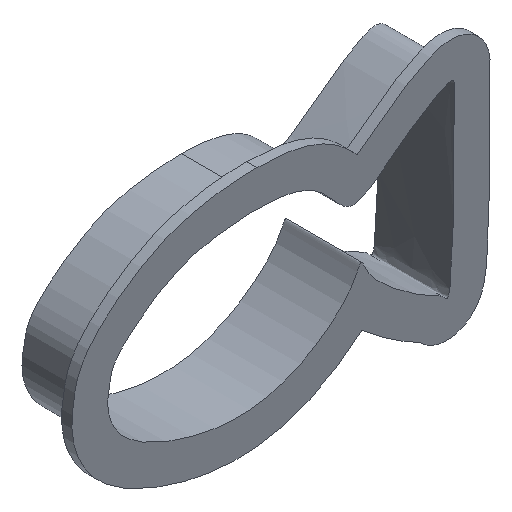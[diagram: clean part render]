
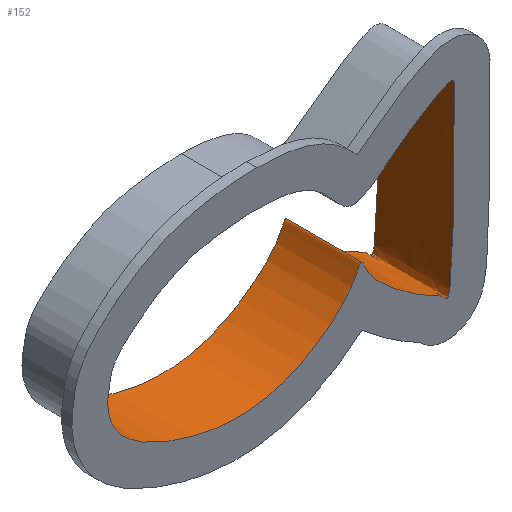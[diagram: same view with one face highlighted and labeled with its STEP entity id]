
A CAD part, isometric view. The second image highlights one B-rep face of the part: STEP entity #152.
In plain terms, the highlighted free-form (B-spline) face has degree [3, 1] with [23, 2] control points.
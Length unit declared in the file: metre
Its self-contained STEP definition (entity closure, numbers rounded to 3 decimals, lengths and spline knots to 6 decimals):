
#35=ORIENTED_EDGE('',*,*,#73,.T.);
#36=ORIENTED_EDGE('',*,*,#74,.F.);
#73=EDGE_CURVE('',#91,#91,#105,.T.);
#74=EDGE_CURVE('',#92,#92,#106,.T.);
#91=VERTEX_POINT('',#834);
#92=VERTEX_POINT('',#858);
#105=B_SPLINE_CURVE_WITH_KNOTS('',3,(#811,#812,#813,#814,#815,#816,#817,
#818,#819,#820,#821,#822,#823,#824,#825,#826,#827,#828,#829,#830,#831,#832,
#833),.UNSPECIFIED.,.T.,.F.,(1,1,1,1,1,1,1,1,1,1,1,1,1,1,1,1,1,1,1,1,1,
1,1,1,1,1,1),(-0.13303,-0.066234,-0.033117,0.,
0.068696,0.139589,0.208138,0.253785,
0.288078,0.320921,0.379819,0.43969,
0.512367,0.565366,0.620613,0.681563,
0.698634,0.722149,0.821484,0.839712,
0.86697,0.933766,0.966883,1.,1.068696,
1.139589,1.208138),.UNSPECIFIED.);
#106=B_SPLINE_CURVE_WITH_KNOTS('',3,(#835,#836,#837,#838,#839,#840,#841,
#842,#843,#844,#845,#846,#847,#848,#849,#850,#851,#852,#853,#854,#855,#856,
#857),.UNSPECIFIED.,.T.,.F.,(1,1,1,1,1,1,1,1,1,1,1,1,1,1,1,1,1,1,1,1,1,
1,1,1,1,1,1),(-0.13303,-0.066234,-0.033117,0.,
0.068696,0.139589,0.208138,0.253785,
0.288078,0.320921,0.379819,0.43969,
0.512367,0.565366,0.620613,0.681563,
0.698634,0.722149,0.821484,0.839712,
0.86697,0.933766,0.966883,1.,1.068696,
1.139589,1.208138),.UNSPECIFIED.);
#117=EDGE_LOOP('',(#35));
#118=EDGE_LOOP('',(#36));
#131=FACE_BOUND('',#117,.T.);
#132=FACE_BOUND('',#118,.T.);
#145=B_SPLINE_SURFACE_WITH_KNOTS('',3,1,((#765,#766),(#767,#768),(#769,
#770),(#771,#772),(#773,#774),(#775,#776),(#777,#778),(#779,#780),(#781,
#782),(#783,#784),(#785,#786),(#787,#788),(#789,#790),(#791,#792),(#793,
#794),(#795,#796),(#797,#798),(#799,#800),(#801,#802),(#803,#804),(#805,
#806),(#807,#808),(#809,#810)),.SURF_OF_LINEAR_EXTRUSION.,.T.,.F.,.F.,(1,
1,1,1,1,1,1,1,1,1,1,1,1,1,1,1,1,1,1,1,1,1,1,1,1,1,1),(2,2),(-0.13303,
-0.066234,-0.033117,0.,0.068696,0.139589,
0.208138,0.253785,0.288078,0.320921,
0.379819,0.43969,0.512367,0.565366,
0.620613,0.681563,0.698634,0.722149,
0.821484,0.839712,0.86697,0.933766,
0.966883,1.,1.068696,1.139589,1.208138),
(0.,1.),.UNSPECIFIED.);
#152=ADVANCED_FACE('',(#131,#132),#145,.F.);
#765=CARTESIAN_POINT('',(0.014887,-0.0147,0.001516));
#766=CARTESIAN_POINT('',(0.014887,0.,0.001516));
#767=CARTESIAN_POINT('',(0.013184,-0.0147,-0.004732));
#768=CARTESIAN_POINT('',(0.013184,0.,-0.004732));
#769=CARTESIAN_POINT('',(-0.000057,-0.0147,-0.014666));
#770=CARTESIAN_POINT('',(-0.000057,0.,-0.014666));
#771=CARTESIAN_POINT('',(-0.016701,-0.0147,-0.014462));
#772=CARTESIAN_POINT('',(-0.016701,0.,-0.014462));
#773=CARTESIAN_POINT('',(-0.032062,-0.0147,-0.007737));
#774=CARTESIAN_POINT('',(-0.032062,0.,-0.007737));
#775=CARTESIAN_POINT('',(-0.034935,-0.0147,-0.000247));
#776=CARTESIAN_POINT('',(-0.034935,0.,-0.000247));
#777=CARTESIAN_POINT('',(-0.034122,-0.0147,0.004033));
#778=CARTESIAN_POINT('',(-0.034122,0.,0.004033));
#779=CARTESIAN_POINT('',(-0.033491,-0.0147,0.00795));
#780=CARTESIAN_POINT('',(-0.033491,0.,0.00795));
#781=CARTESIAN_POINT('',(-0.023463,-0.0147,0.015987));
#782=CARTESIAN_POINT('',(-0.023463,0.,0.015987));
#783=CARTESIAN_POINT('',(-0.01297,-0.0147,0.01924));
#784=CARTESIAN_POINT('',(-0.01297,0.,0.01924));
#785=CARTESIAN_POINT('',(0.00648,-0.0147,0.019671));
#786=CARTESIAN_POINT('',(0.00648,0.,0.019671));
#787=CARTESIAN_POINT('',(0.012165,-0.0147,0.007339));
#788=CARTESIAN_POINT('',(0.012165,0.,0.007339));
#789=CARTESIAN_POINT('',(0.020981,-0.0147,0.015527));
#790=CARTESIAN_POINT('',(0.020981,0.,0.015527));
#791=CARTESIAN_POINT('',(0.032954,-0.0147,0.023275));
#792=CARTESIAN_POINT('',(0.032954,0.,0.023275));
#793=CARTESIAN_POINT('',(0.032895,-0.0147,0.020475));
#794=CARTESIAN_POINT('',(0.032895,0.,0.020475));
#795=CARTESIAN_POINT('',(0.032893,-0.0147,0.019666));
#796=CARTESIAN_POINT('',(0.032893,0.,0.019666));
#797=CARTESIAN_POINT('',(0.033166,-0.0147,-0.017711));
#798=CARTESIAN_POINT('',(0.033166,0.,-0.017711));
#799=CARTESIAN_POINT('',(0.030569,-0.0147,-0.013347));
#800=CARTESIAN_POINT('',(0.030569,0.,-0.013347));
#801=CARTESIAN_POINT('',(0.028384,-0.0147,-0.01289));
#802=CARTESIAN_POINT('',(0.028384,0.,-0.01289));
#803=CARTESIAN_POINT('',(0.015983,-0.0147,-0.004501));
#804=CARTESIAN_POINT('',(0.015983,0.,-0.004501));
#805=CARTESIAN_POINT('',(0.014887,-0.0147,0.001516));
#806=CARTESIAN_POINT('',(0.014887,0.,0.001516));
#807=CARTESIAN_POINT('',(0.013184,-0.0147,-0.004732));
#808=CARTESIAN_POINT('',(0.013184,0.,-0.004732));
#809=CARTESIAN_POINT('',(-0.000057,-0.0147,-0.014666));
#810=CARTESIAN_POINT('',(-0.000057,0.,-0.014666));
#811=CARTESIAN_POINT('',(0.014887,0.,0.001516));
#812=CARTESIAN_POINT('',(0.013184,0.,-0.004732));
#813=CARTESIAN_POINT('',(-0.000057,0.,-0.014666));
#814=CARTESIAN_POINT('',(-0.016701,0.,-0.014462));
#815=CARTESIAN_POINT('',(-0.032062,0.,-0.007737));
#816=CARTESIAN_POINT('',(-0.034935,0.,-0.000247));
#817=CARTESIAN_POINT('',(-0.034122,0.,0.004033));
#818=CARTESIAN_POINT('',(-0.033491,0.,0.00795));
#819=CARTESIAN_POINT('',(-0.023463,0.,0.015987));
#820=CARTESIAN_POINT('',(-0.01297,0.,0.01924));
#821=CARTESIAN_POINT('',(0.00648,0.,0.019671));
#822=CARTESIAN_POINT('',(0.012165,0.,0.007339));
#823=CARTESIAN_POINT('',(0.020981,0.,0.015527));
#824=CARTESIAN_POINT('',(0.032954,0.,0.023275));
#825=CARTESIAN_POINT('',(0.032895,0.,0.020475));
#826=CARTESIAN_POINT('',(0.032893,0.,0.019666));
#827=CARTESIAN_POINT('',(0.033166,0.,-0.017711));
#828=CARTESIAN_POINT('',(0.030569,0.,-0.013347));
#829=CARTESIAN_POINT('',(0.028384,0.,-0.01289));
#830=CARTESIAN_POINT('',(0.015983,0.,-0.004501));
#831=CARTESIAN_POINT('',(0.014887,0.,0.001516));
#832=CARTESIAN_POINT('',(0.013184,0.,-0.004732));
#833=CARTESIAN_POINT('',(-0.000057,0.,-0.014666));
#834=CARTESIAN_POINT('',(0.012943,0.,-0.003205));
#835=CARTESIAN_POINT('',(0.014887,-0.0147,0.001516));
#836=CARTESIAN_POINT('',(0.013184,-0.0147,-0.004732));
#837=CARTESIAN_POINT('',(-0.000057,-0.0147,-0.014666));
#838=CARTESIAN_POINT('',(-0.016701,-0.0147,-0.014462));
#839=CARTESIAN_POINT('',(-0.032062,-0.0147,-0.007737));
#840=CARTESIAN_POINT('',(-0.034935,-0.0147,-0.000247));
#841=CARTESIAN_POINT('',(-0.034122,-0.0147,0.004033));
#842=CARTESIAN_POINT('',(-0.033491,-0.0147,0.00795));
#843=CARTESIAN_POINT('',(-0.023463,-0.0147,0.015987));
#844=CARTESIAN_POINT('',(-0.01297,-0.0147,0.01924));
#845=CARTESIAN_POINT('',(0.00648,-0.0147,0.019671));
#846=CARTESIAN_POINT('',(0.012165,-0.0147,0.007339));
#847=CARTESIAN_POINT('',(0.020981,-0.0147,0.015527));
#848=CARTESIAN_POINT('',(0.032954,-0.0147,0.023275));
#849=CARTESIAN_POINT('',(0.032895,-0.0147,0.020475));
#850=CARTESIAN_POINT('',(0.032893,-0.0147,0.019666));
#851=CARTESIAN_POINT('',(0.033166,-0.0147,-0.017711));
#852=CARTESIAN_POINT('',(0.030569,-0.0147,-0.013347));
#853=CARTESIAN_POINT('',(0.028384,-0.0147,-0.01289));
#854=CARTESIAN_POINT('',(0.015983,-0.0147,-0.004501));
#855=CARTESIAN_POINT('',(0.014887,-0.0147,0.001516));
#856=CARTESIAN_POINT('',(0.013184,-0.0147,-0.004732));
#857=CARTESIAN_POINT('',(-0.000057,-0.0147,-0.014666));
#858=CARTESIAN_POINT('',(0.012943,-0.0147,-0.003205));
